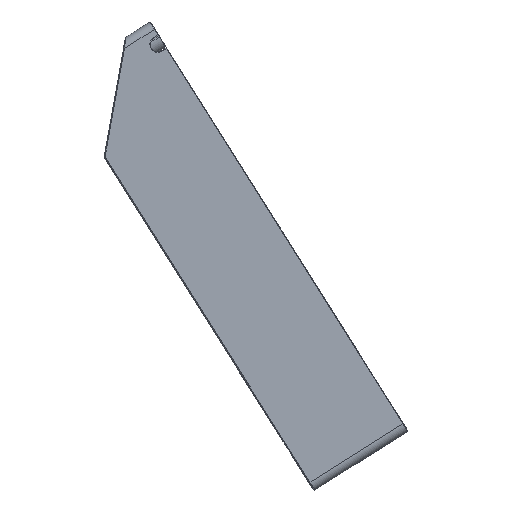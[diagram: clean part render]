
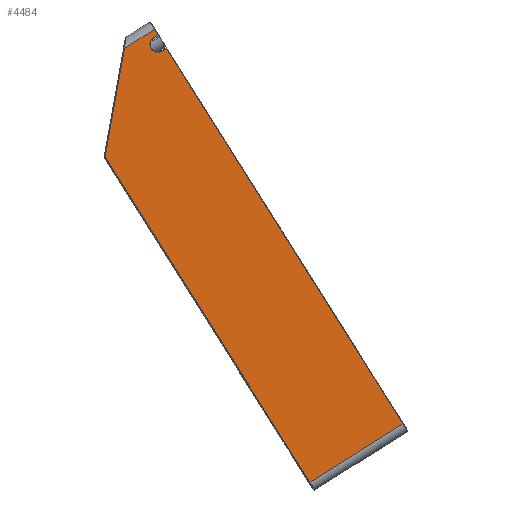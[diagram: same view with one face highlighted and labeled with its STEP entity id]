
A CAD part, top view. The second image highlights one B-rep face of the part: STEP entity #4484.
In plain terms, the highlighted planar face has unit normal (0, 0, 1).
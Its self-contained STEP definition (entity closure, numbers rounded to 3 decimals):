
#16 = VERTEX_POINT ( 'NONE', #10624 ) ;
#293 = VERTEX_POINT ( 'NONE', #8498 ) ;
#689 = EDGE_CURVE ( 'NONE', #2782, #16, #6839, .T. ) ;
#719 = LINE ( 'NONE', #4313, #10818 ) ;
#862 = EDGE_CURVE ( 'NONE', #11522, #7964, #2897, .T. ) ;
#1105 = ORIENTED_EDGE ( 'NONE', *, *, #2506, .T. ) ;
#1275 = CARTESIAN_POINT ( 'NONE',  ( -69.376, 58.684, 6. ) ) ;
#1593 = VECTOR ( 'NONE', #9456, 1000. ) ;
#1653 = CARTESIAN_POINT ( 'NONE',  ( -52.01, 100.168, 6. ) ) ;
#1911 = ORIENTED_EDGE ( 'NONE', *, *, #10725, .T. ) ;
#2462 = VERTEX_POINT ( 'NONE', #6227 ) ;
#2505 = VECTOR ( 'NONE', #7328, 1000. ) ;
#2506 = EDGE_CURVE ( 'NONE', #293, #3804, #10813, .T. ) ;
#2525 = AXIS2_PLACEMENT_3D ( 'NONE', #9338, #5866, #6587 ) ;
#2568 = VECTOR ( 'NONE', #3108, 1000. ) ;
#2746 = CARTESIAN_POINT ( 'NONE',  ( -50.656, 94.639, 6. ) ) ;
#2782 = VERTEX_POINT ( 'NONE', #7034 ) ;
#2897 = CIRCLE ( 'NONE', #4971, 0.7 ) ;
#2927 = LINE ( 'NONE', #3561, #7412 ) ;
#2939 = CARTESIAN_POINT ( 'NONE',  ( -69.968, 58.311, 6. ) ) ;
#2972 = CARTESIAN_POINT ( 'NONE',  ( -61.341, 97.01, 6. ) ) ;
#3046 = CARTESIAN_POINT ( 'NONE',  ( -53.235, 102.114, 6. ) ) ;
#3108 = DIRECTION ( 'NONE',  ( -0.533, 0.846, 0. ) ) ;
#3139 = ORIENTED_EDGE ( 'NONE', *, *, #9242, .T. ) ;
#3158 = PLANE ( 'NONE',  #7433 ) ;
#3365 = ORIENTED_EDGE ( 'NONE', *, *, #862, .T. ) ;
#3369 = ORIENTED_EDGE ( 'NONE', *, *, #689, .T. ) ;
#3400 = LINE ( 'NONE', #2746, #5518 ) ;
#3561 = CARTESIAN_POINT ( 'NONE',  ( 0.001, -52.808, 6. ) ) ;
#3615 = DIRECTION ( 'NONE',  ( -0.846, -0.533, 0. ) ) ;
#3687 = DIRECTION ( 'NONE',  ( 0.533, -0.846, 0. ) ) ;
#3804 = VERTEX_POINT ( 'NONE', #1653 ) ;
#3866 = AXIS2_PLACEMENT_3D ( 'NONE', #10767, #7369, #4438 ) ;
#4053 = DIRECTION ( 'NONE',  ( 1., 0., 0. ) ) ;
#4313 = CARTESIAN_POINT ( 'NONE',  ( -70.065, 58.806, 6. ) ) ;
#4438 = DIRECTION ( 'NONE',  ( 1., 0., 0. ) ) ;
#4478 = VERTEX_POINT ( 'NONE', #4749 ) ;
#4484 = ADVANCED_FACE ( 'NONE', ( #5815 ), #3158, .T. ) ;
#4542 = EDGE_CURVE ( 'NONE', #4478, #293, #7794, .T. ) ;
#4749 = CARTESIAN_POINT ( 'NONE',  ( -50.656, 94.639, 6. ) ) ;
#4851 = CARTESIAN_POINT ( 'NONE',  ( -49.132, 95.598, 6. ) ) ;
#4971 = AXIS2_PLACEMENT_3D ( 'NONE', #1275, #5647, #10221 ) ;
#5295 = ORIENTED_EDGE ( 'NONE', *, *, #11314, .T. ) ;
#5377 = VERTEX_POINT ( 'NONE', #5495 ) ;
#5495 = CARTESIAN_POINT ( 'NONE',  ( -63.496, 95.653, 6. ) ) ;
#5518 = VECTOR ( 'NONE', #3615, 1000. ) ;
#5534 = CARTESIAN_POINT ( 'NONE',  ( -52.01, 100.168, 6. ) ) ;
#5631 = VECTOR ( 'NONE', #7299, 1000. ) ;
#5632 = ORIENTED_EDGE ( 'NONE', *, *, #7543, .T. ) ;
#5647 = DIRECTION ( 'NONE',  ( 0., 0., 1. ) ) ;
#5815 = FACE_OUTER_BOUND ( 'NONE', #7326, .T. ) ;
#5823 = ORIENTED_EDGE ( 'NONE', *, *, #7005, .T. ) ;
#5866 = DIRECTION ( 'NONE',  ( 0., 0., -1. ) ) ;
#6173 = CARTESIAN_POINT ( 'NONE',  ( -70.076, 58.684, 6. ) ) ;
#6227 = CARTESIAN_POINT ( 'NONE',  ( -53.235, 102.114, 6. ) ) ;
#6474 = LINE ( 'NONE', #7410, #1593 ) ;
#6483 = VECTOR ( 'NONE', #7549, 1000. ) ;
#6584 = CARTESIAN_POINT ( 'NONE',  ( -70.065, 58.806, 6. ) ) ;
#6587 = DIRECTION ( 'NONE',  ( 1., 0., 0. ) ) ;
#6800 = ORIENTED_EDGE ( 'NONE', *, *, #7213, .T. ) ;
#6839 = LINE ( 'NONE', #4851, #6483 ) ;
#7005 = EDGE_CURVE ( 'NONE', #9135, #10162, #2927, .T. ) ;
#7034 = CARTESIAN_POINT ( 'NONE',  ( 31.734, -32.827, 6. ) ) ;
#7213 = EDGE_CURVE ( 'NONE', #7964, #9135, #7254, .T. ) ;
#7254 = CIRCLE ( 'NONE', #3866, 0.7 ) ;
#7299 = DIRECTION ( 'NONE',  ( 0.846, 0.533, 0. ) ) ;
#7326 = EDGE_LOOP ( 'NONE', ( #1105, #7880, #1911, #5632, #3365, #6800, #5823, #3139, #3369, #5295, #10333 ) ) ;
#7328 = DIRECTION ( 'NONE',  ( -0.846, -0.533, 0. ) ) ;
#7369 = DIRECTION ( 'NONE',  ( 0., 0., 1. ) ) ;
#7410 = CARTESIAN_POINT ( 'NONE',  ( 31.904, -32.72, 6. ) ) ;
#7412 = VECTOR ( 'NONE', #3687, 1000. ) ;
#7433 = AXIS2_PLACEMENT_3D ( 'NONE', #8636, #7748, #4053 ) ;
#7543 = EDGE_CURVE ( 'NONE', #5377, #11522, #719, .T. ) ;
#7549 = DIRECTION ( 'NONE',  ( -0.533, 0.846, 0. ) ) ;
#7748 = DIRECTION ( 'NONE',  ( 0., 0., 1. ) ) ;
#7794 = CIRCLE ( 'NONE', #2525, 2.7 ) ;
#7880 = ORIENTED_EDGE ( 'NONE', *, *, #8119, .T. ) ;
#7964 = VERTEX_POINT ( 'NONE', #6173 ) ;
#8119 = EDGE_CURVE ( 'NONE', #3804, #2462, #9219, .T. ) ;
#8498 = CARTESIAN_POINT ( 'NONE',  ( -53.533, 99.209, 6. ) ) ;
#8636 = CARTESIAN_POINT ( 'NONE',  ( -49.132, 95.598, 6. ) ) ;
#9135 = VERTEX_POINT ( 'NONE', #2939 ) ;
#9219 = LINE ( 'NONE', #3046, #2568 ) ;
#9242 = EDGE_CURVE ( 'NONE', #10162, #2782, #6474, .T. ) ;
#9338 = CARTESIAN_POINT ( 'NONE',  ( -52.094, 96.924, 6. ) ) ;
#9456 = DIRECTION ( 'NONE',  ( 0.846, 0.533, 0. ) ) ;
#10162 = VERTEX_POINT ( 'NONE', #11530 ) ;
#10221 = DIRECTION ( 'NONE',  ( 1., 0., 0. ) ) ;
#10333 = ORIENTED_EDGE ( 'NONE', *, *, #4542, .T. ) ;
#10624 = CARTESIAN_POINT ( 'NONE',  ( -49.132, 95.598, 6. ) ) ;
#10725 = EDGE_CURVE ( 'NONE', #2462, #5377, #10956, .T. ) ;
#10767 = CARTESIAN_POINT ( 'NONE',  ( -69.376, 58.684, 6. ) ) ;
#10813 = LINE ( 'NONE', #5534, #5631 ) ;
#10818 = VECTOR ( 'NONE', #11480, 1000. ) ;
#10956 = LINE ( 'NONE', #2972, #2505 ) ;
#11314 = EDGE_CURVE ( 'NONE', #16, #4478, #3400, .T. ) ;
#11480 = DIRECTION ( 'NONE',  ( -0.176, -0.984, 0. ) ) ;
#11522 = VERTEX_POINT ( 'NONE', #6584 ) ;
#11530 = CARTESIAN_POINT ( 'NONE',  ( 0.001, -52.808, 6. ) ) ;
